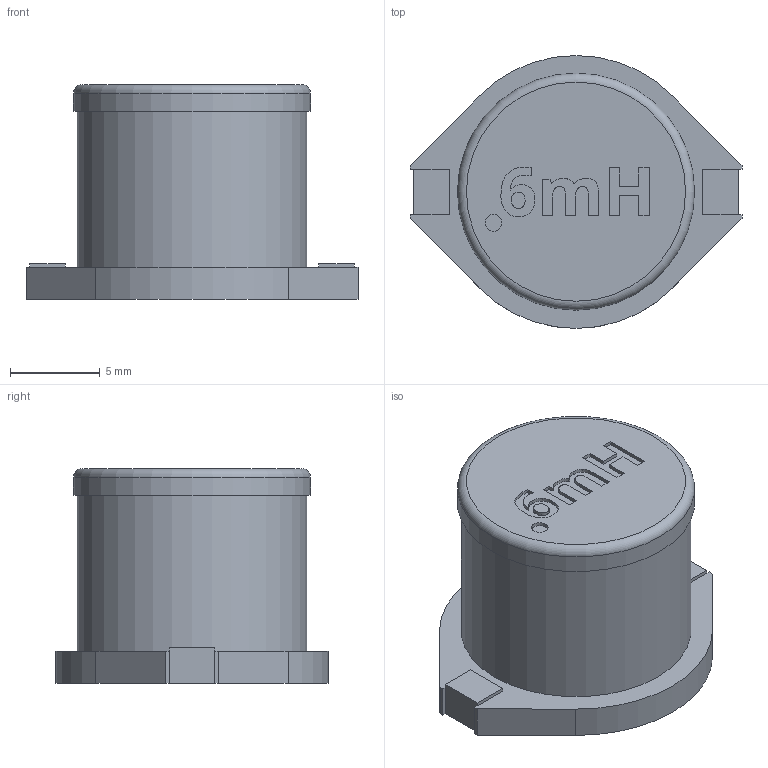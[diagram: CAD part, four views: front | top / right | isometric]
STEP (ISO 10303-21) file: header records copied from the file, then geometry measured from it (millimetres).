
FILE_DESCRIPTION(/* description */ (''),/* implementation_level */ '2;1');
FILE_NAME(/* name */ '5f1cb6d32581471649ff8bbf',/* time_stamp */ '2020-07-25T22:48:52+00:00',/* author */ (''),/* organization */ (''),/* preprocessor_version */ 'ST-DEVELOPER v16.7',/* originating_system */ $,/* authorisation */ $);
FILE_SCHEMA (('AUTOMOTIVE_DESIGN {1 0 10303 214 3 1 1}'));
Length unit declared in the file: metre
Products named in the file (1): WE6mH
Bounding box: 18.54 x 15.24 x 12 mm (x, y, z)
Volume: 1693.3 mm3; surface area: 931.5 mm2
Topology: 1 solids, 1 shells, 102 faces, 274 edges, 181 vertices
Faces by surface type: plane 58, bspline 38, cylinder 5, torus 1
Full cylindrical faces by diameter (mm): 0.936 x1, 12.84 x1, 13.24 x1
Entity records: 3399 total; most frequent: CARTESIAN_POINT 972, ORIENTED_EDGE 540, DIRECTION 335, EDGE_CURVE 270, LINE 183, VECTOR 183, VERTEX_POINT 181, EDGE_LOOP 113
